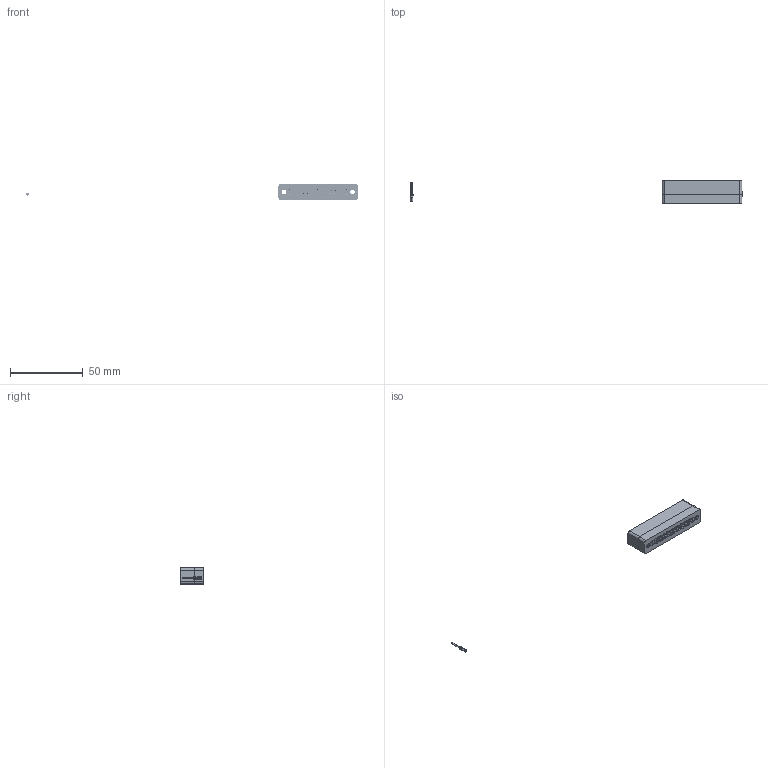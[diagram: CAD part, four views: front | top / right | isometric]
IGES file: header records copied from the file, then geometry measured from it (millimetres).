
Start section: SolidWorks IGES file using analytic representation for surfaces
Global section: file name: 17411-01-A.IGS; native system: SolidWorks 2009; preprocessor: SolidWorks 2009; author: Obadiah Bucchieri; date: 090929.102049; units: inch
Bounding box: 227.63 x 16.01 x 10.97 mm (x, y, z)
Surface area: 8893.8 mm2 (no closed solid volume)
Topology: 0 solids, 0 shells, 1222 faces, 18066 edges, 18008 vertices
Faces by surface type: revolution 813, bspline 409
